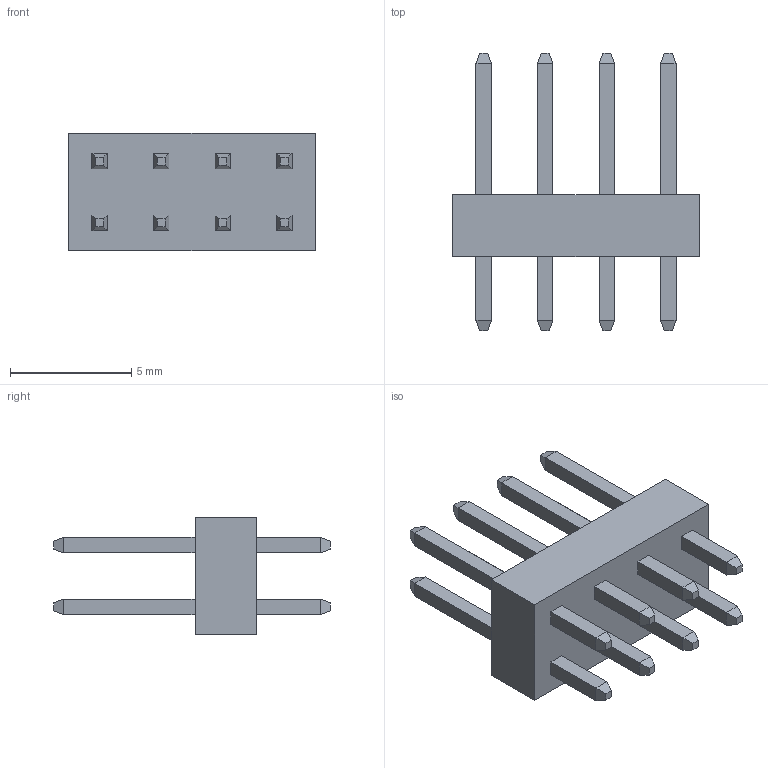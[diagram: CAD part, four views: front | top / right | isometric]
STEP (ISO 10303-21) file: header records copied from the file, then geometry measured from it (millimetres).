
FILE_DESCRIPTION (( 'STEP AP214' ), '1' );
FILE_NAME ('67997508.STEP', '2021-12-29T14:43:35', ( '' ), ( '' ), 'SwSTEP 2.0', 'SolidWorks 2020', '' );
FILE_SCHEMA (( 'AUTOMOTIVE_DESIGN' ));
Length unit declared in the file: millimetre
Products named in the file (1): 67997508
Bounding box: 10.16 x 11.43 x 4.83 mm (x, y, z)
Volume: 152.6 mm3; surface area: 452.2 mm2
Topology: 9 solids, 9 shells, 150 faces, 332 edges, 200 vertices
Faces by surface type: plane 150
Entity records: 5026 total; most frequent: CARTESIAN_POINT 683, ORIENTED_EDGE 664, DIRECTION 634, LINE 332, VECTOR 332, EDGE_CURVE 332, VERTEX_POINT 200, EDGE_LOOP 166
